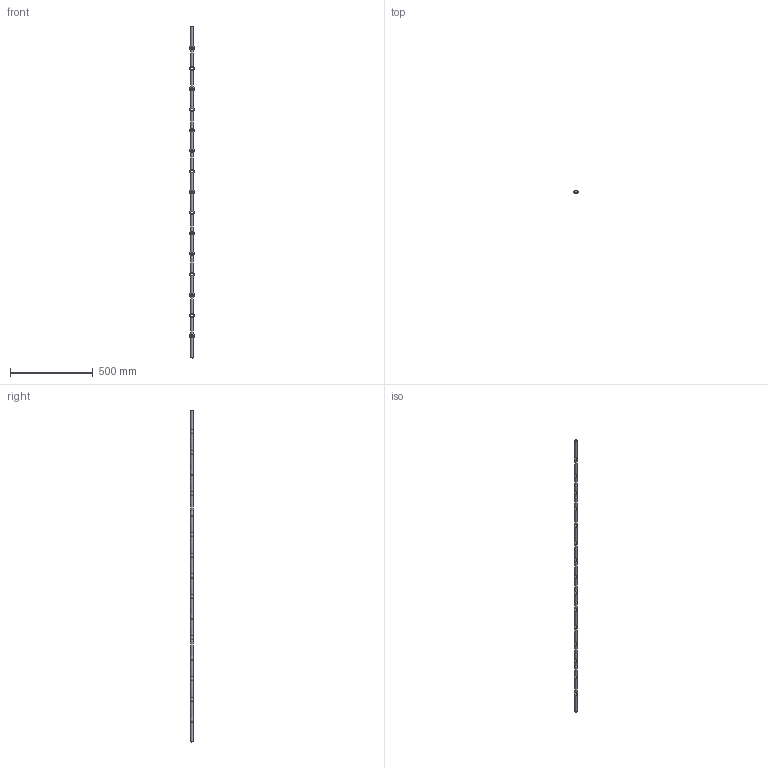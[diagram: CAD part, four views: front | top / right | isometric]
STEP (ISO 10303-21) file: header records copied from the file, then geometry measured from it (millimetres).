
FILE_DESCRIPTION (( 'STEP AP203' ), '1' );
FILE_NAME ('42-A-1.step', '2022-05-02T13:04:42', ( '' ), ( '' ), 'SwSTEP 2.0', 'SolidWorks 2018', '' );
FILE_SCHEMA (( 'CONFIG_CONTROL_DESIGN' ));
Length unit declared in the file: millimetre
Products named in the file (1): 42-A-1
Bounding box: 28 x 14 x 2000 mm (x, y, z)
Volume: 322649.4 mm3; surface area: 101393.5 mm2
Topology: 1 solids, 1 shells, 277 faces, 737 edges, 452 vertices
Faces by surface type: plane 142, bspline 74, cylinder 31, torus 30
Full cylindrical faces by diameter (mm): 14 x31
Entity records: 14161 total; most frequent: CARTESIAN_POINT 7938, ORIENTED_EDGE 1408, DIRECTION 966, EDGE_CURVE 704, VERTEX_POINT 450, LINE 434, VECTOR 434, EDGE_LOOP 328
